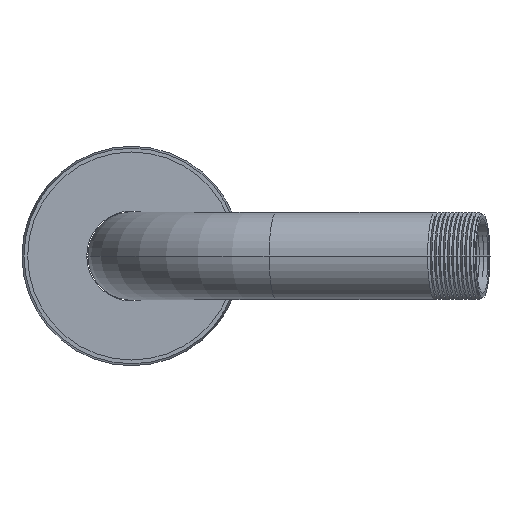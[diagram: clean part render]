
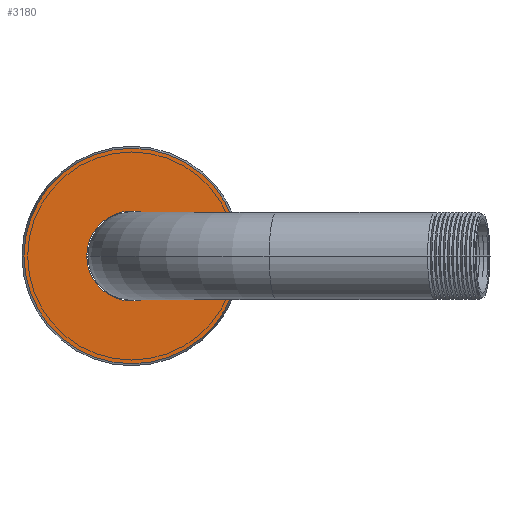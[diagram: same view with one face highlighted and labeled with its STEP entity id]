
A CAD part, left-side view. The second image highlights one B-rep face of the part: STEP entity #3180.
In plain terms, the highlighted planar face has unit normal (-1, 0, 0).
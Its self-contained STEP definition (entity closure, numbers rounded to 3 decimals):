
#3005=CARTESIAN_POINT('',(280.,80.,0.));
#3006=DIRECTION('',(-1.,0.,0.));
#3007=DIRECTION('',(0.,1.,0.));
#3008=AXIS2_PLACEMENT_3D('',#3005,#3006,#3007);
#3014=CARTESIAN_POINT('',(280.,80.,0.));
#3015=DIRECTION('',(1.,0.,0.));
#3016=DIRECTION('',(0.,1.,0.));
#3017=AXIS2_PLACEMENT_3D('',#3014,#3015,#3016);
#3023=CARTESIAN_POINT('',(280.,80.,0.));
#3024=DIRECTION('',(-1.,0.,0.));
#3025=DIRECTION('',(0.,1.,0.));
#3026=AXIS2_PLACEMENT_3D('',#3023,#3024,#3025);
#3028=CARTESIAN_POINT('',(280.,80.,0.));
#3029=DIRECTION('',(1.,0.,0.));
#3030=DIRECTION('',(0.,1.,0.));
#3031=AXIS2_PLACEMENT_3D('',#3028,#3029,#3030);
#3052=CARTESIAN_POINT('',(280.,104.563,0.));
#3054=VERTEX_POINT('',#3052);
#3055=CARTESIAN_POINT('',(280.,90.25,0.));
#3057=VERTEX_POINT('',#3055);
#3060=CARTESIAN_POINT('',(280.,55.437,0.));
#3062=VERTEX_POINT('',#3060);
#3063=CARTESIAN_POINT('',(280.,69.75,0.));
#3065=VERTEX_POINT('',#3063);
#3165=CARTESIAN_POINT('',(280.,80.,0.));
#3166=DIRECTION('',(-1.,0.,0.));
#3167=DIRECTION('',(0.,1.,0.));
#3168=AXIS2_PLACEMENT_3D('',#3165,#3166,#3167);
#3169=PLANE('',#3168);
#3171=ORIENTED_EDGE('',*,*,#3170,.F.);
#3173=ORIENTED_EDGE('',*,*,#3172,.T.);
#3174=EDGE_LOOP('',(#3171,#3173));
#3175=FACE_OUTER_BOUND('',#3174,.F.);
#3176=ORIENTED_EDGE('',*,*,#3158,.F.);
#3177=ORIENTED_EDGE('',*,*,#3147,.T.);
#3178=EDGE_LOOP('',(#3176,#3177));
#3179=FACE_BOUND('',#3178,.F.);
#3180=ADVANCED_FACE('',(#3175,#3179),#3169,.T.);
#3009=CIRCLE('',#3008,10.25);
#3018=CIRCLE('',#3017,10.25);
#3027=CIRCLE('',#3026,24.563);
#3032=CIRCLE('',#3031,24.563);
#3147=EDGE_CURVE('',#3057,#3065,#3009,.T.);
#3158=EDGE_CURVE('',#3057,#3065,#3018,.T.);
#3170=EDGE_CURVE('',#3054,#3062,#3027,.T.);
#3172=EDGE_CURVE('',#3054,#3062,#3032,.T.);
